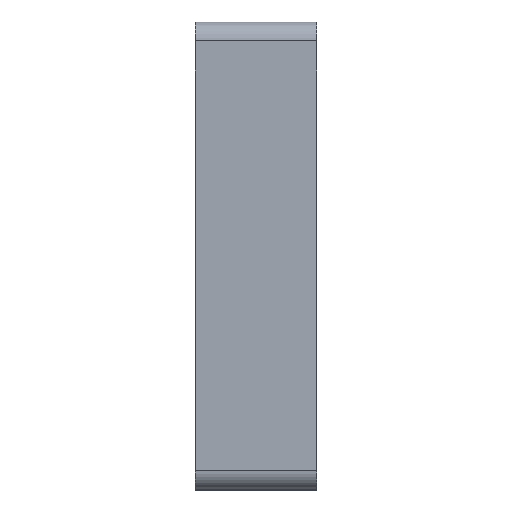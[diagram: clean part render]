
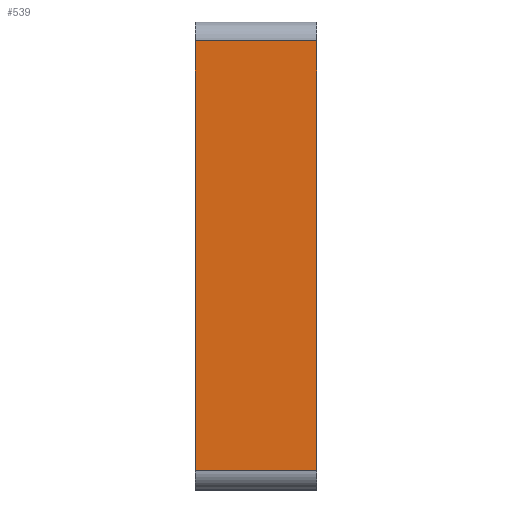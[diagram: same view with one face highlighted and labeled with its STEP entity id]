
A CAD part, top view. The second image highlights one B-rep face of the part: STEP entity #539.
In plain terms, the highlighted planar face has unit normal (0, 0, 1).
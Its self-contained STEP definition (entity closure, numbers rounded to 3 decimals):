
#35 = CARTESIAN_POINT ( 'NONE',  ( 8.75, 0., 7.737 ) ) ;
#119 = EDGE_CURVE ( 'NONE', #828, #1117, #1053, .T. ) ;
#134 = AXIS2_PLACEMENT_3D ( 'NONE', #656, #1273, #1066 ) ;
#181 = ORIENTED_EDGE ( 'NONE', *, *, #629, .F. ) ;
#241 = VECTOR ( 'NONE', #492, 1000. ) ;
#258 = VERTEX_POINT ( 'NONE', #972 ) ;
#271 = CARTESIAN_POINT ( 'NONE',  ( -8.75, 64.763, 7.737 ) ) ;
#272 = ORIENTED_EDGE ( 'NONE', *, *, #119, .T. ) ;
#297 = CARTESIAN_POINT ( 'NONE',  ( -8.75, 0., 7.737 ) ) ;
#300 = LINE ( 'NONE', #369, #409 ) ;
#332 = CARTESIAN_POINT ( 'NONE',  ( 8.75, 2.737, 7.737 ) ) ;
#339 = ORIENTED_EDGE ( 'NONE', *, *, #618, .T. ) ;
#369 = CARTESIAN_POINT ( 'NONE',  ( -8.75, 2.737, 7.737 ) ) ;
#409 = VECTOR ( 'NONE', #498, 1000. ) ;
#492 = DIRECTION ( 'NONE',  ( -1., 0., 0. ) ) ;
#498 = DIRECTION ( 'NONE',  ( -1., 0., 0. ) ) ;
#519 = VECTOR ( 'NONE', #806, 1000. ) ;
#539 = ADVANCED_FACE ( 'NONE', ( #550 ), #1149, .F. ) ;
#550 = FACE_OUTER_BOUND ( 'NONE', #816, .T. ) ;
#574 = ORIENTED_EDGE ( 'NONE', *, *, #1163, .T. ) ;
#591 = CARTESIAN_POINT ( 'NONE',  ( 8.75, 64.763, 7.737 ) ) ;
#618 = EDGE_CURVE ( 'NONE', #1117, #739, #699, .T. ) ;
#629 = EDGE_CURVE ( 'NONE', #828, #258, #300, .T. ) ;
#656 = CARTESIAN_POINT ( 'NONE',  ( 0., 0., 7.737 ) ) ;
#699 = LINE ( 'NONE', #591, #241 ) ;
#739 = VERTEX_POINT ( 'NONE', #271 ) ;
#806 = DIRECTION ( 'NONE',  ( 0., -1., 0. ) ) ;
#816 = EDGE_LOOP ( 'NONE', ( #339, #574, #181, #272 ) ) ;
#828 = VERTEX_POINT ( 'NONE', #332 ) ;
#972 = CARTESIAN_POINT ( 'NONE',  ( -8.75, 2.737, 7.737 ) ) ;
#1025 = DIRECTION ( 'NONE',  ( 0., 1., 0. ) ) ;
#1053 = LINE ( 'NONE', #35, #1068 ) ;
#1066 = DIRECTION ( 'NONE',  ( -1., 0., 0. ) ) ;
#1068 = VECTOR ( 'NONE', #1025, 1000. ) ;
#1079 = CARTESIAN_POINT ( 'NONE',  ( 8.75, 64.763, 7.737 ) ) ;
#1117 = VERTEX_POINT ( 'NONE', #1079 ) ;
#1149 = PLANE ( 'NONE',  #134 ) ;
#1163 = EDGE_CURVE ( 'NONE', #739, #258, #1210, .T. ) ;
#1210 = LINE ( 'NONE', #297, #519 ) ;
#1273 = DIRECTION ( 'NONE',  ( 0., 0., -1. ) ) ;
